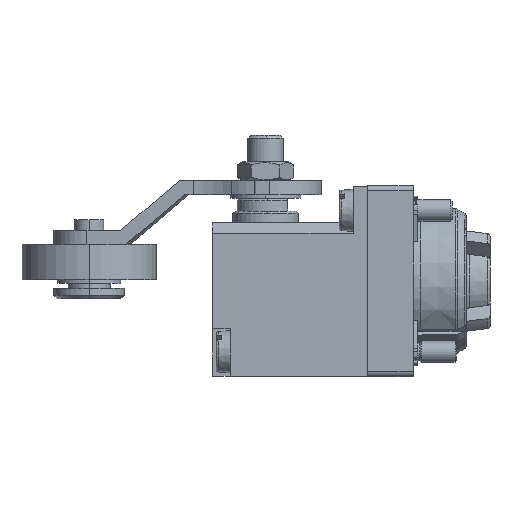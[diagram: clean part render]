
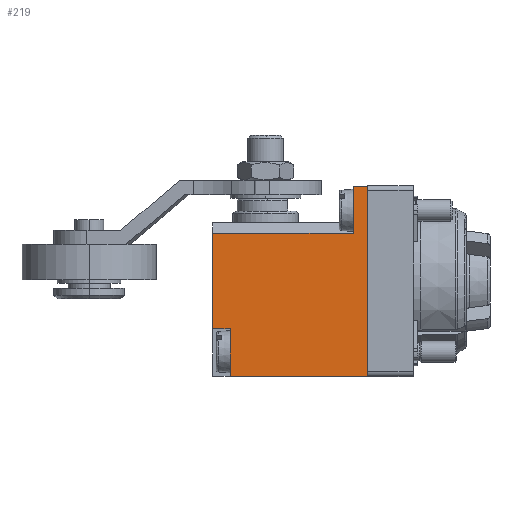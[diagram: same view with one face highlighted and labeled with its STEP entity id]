
A CAD part, left-side view. The second image highlights one B-rep face of the part: STEP entity #219.
In plain terms, the highlighted planar face has unit normal (-1, 0, 0).
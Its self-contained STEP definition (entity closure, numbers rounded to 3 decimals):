
#219=ADVANCED_FACE('',(#949),#950,.T.);
#949=FACE_OUTER_BOUND('',#2288,.T.);
#950=PLANE('',#2289);
#2288=EDGE_LOOP('',(#7224,#7225,#7226,#7227,#7228,#7229,#7230,#7231));
#2289=AXIS2_PLACEMENT_3D('',#7232,#7233,#7234);
#7224=ORIENTED_EDGE('',*,*,#12007,.F.);
#7225=ORIENTED_EDGE('',*,*,#12027,.F.);
#7226=ORIENTED_EDGE('',*,*,#12028,.T.);
#7227=ORIENTED_EDGE('',*,*,#12029,.F.);
#7228=ORIENTED_EDGE('',*,*,#12030,.T.);
#7229=ORIENTED_EDGE('',*,*,#12016,.T.);
#7230=ORIENTED_EDGE('',*,*,#12026,.F.);
#7231=ORIENTED_EDGE('',*,*,#12009,.T.);
#7232=CARTESIAN_POINT('',(-13.45,7.5,-13.45));
#7233=DIRECTION('',(-1.0,0.0,0.0));
#7234=DIRECTION('',(0.0,0.0,1.0));
#12007=EDGE_CURVE('',#13767,#13769,#13770,.T.);
#12009=EDGE_CURVE('',#13772,#13769,#13773,.T.);
#12016=EDGE_CURVE('',#13784,#13785,#13786,.T.);
#12026=EDGE_CURVE('',#13772,#13785,#13803,.T.);
#12027=EDGE_CURVE('',#13804,#13767,#13805,.T.);
#12028=EDGE_CURVE('',#13804,#13806,#13807,.T.);
#12029=EDGE_CURVE('',#13808,#13806,#13809,.T.);
#12030=EDGE_CURVE('',#13808,#13784,#13810,.T.);
#13767=VERTEX_POINT('',#16575);
#13769=VERTEX_POINT('',#16578);
#13770=LINE('',#16579,#16580);
#13772=VERTEX_POINT('',#16583);
#13773=LINE('',#16584,#16585);
#13784=VERTEX_POINT('',#16600);
#13785=VERTEX_POINT('',#16601);
#13786=LINE('',#16602,#16603);
#13803=LINE('',#16629,#16630);
#13804=VERTEX_POINT('',#16631);
#13805=LINE('',#16632,#16633);
#13806=VERTEX_POINT('',#16634);
#13807=LINE('',#16635,#16636);
#13808=VERTEX_POINT('',#16637);
#13809=LINE('',#16638,#16639);
#13810=LINE('',#16640,#16641);
#16575=CARTESIAN_POINT('',(-13.45,-14.4,-13.45));
#16578=CARTESIAN_POINT('',(-13.45,5.0,-13.45));
#16579=CARTESIAN_POINT('',(-13.45,-14.4,-13.45));
#16580=VECTOR('',#21753,19.4);
#16583=CARTESIAN_POINT('',(-13.45,5.0,-6.75));
#16584=CARTESIAN_POINT('',(-13.45,5.0,-6.75));
#16585=VECTOR('',#21755,6.7);
#16600=CARTESIAN_POINT('',(-13.45,7.5,6.75));
#16601=CARTESIAN_POINT('',(-13.45,7.5,-6.75));
#16602=CARTESIAN_POINT('',(-13.45,7.5,6.75));
#16603=VECTOR('',#21766,13.5);
#16629=CARTESIAN_POINT('',(-13.45,5.0,-6.75));
#16630=VECTOR('',#21776,2.5);
#16631=CARTESIAN_POINT('',(-13.45,-14.4,13.45));
#16632=CARTESIAN_POINT('',(-13.45,-14.4,13.45));
#16633=VECTOR('',#21777,26.9);
#16634=CARTESIAN_POINT('',(-13.45,-12.4,13.45));
#16635=CARTESIAN_POINT('',(-13.45,-14.4,13.45));
#16636=VECTOR('',#21778,2.0);
#16637=CARTESIAN_POINT('',(-13.45,-12.4,6.75));
#16638=CARTESIAN_POINT('',(-13.45,-12.4,6.75));
#16639=VECTOR('',#21779,6.7);
#16640=CARTESIAN_POINT('',(-13.45,-12.4,6.75));
#16641=VECTOR('',#21780,19.9);
#21753=DIRECTION('',(0.0,1.0,0.0));
#21755=DIRECTION('',(0.0,0.0,-1.0));
#21766=DIRECTION('',(0.0,0.0,-1.0));
#21776=DIRECTION('',(0.0,1.0,0.0));
#21777=DIRECTION('',(0.0,0.0,-1.0));
#21778=DIRECTION('',(0.0,1.0,0.0));
#21779=DIRECTION('',(0.0,0.0,1.0));
#21780=DIRECTION('',(0.0,1.0,0.0));
